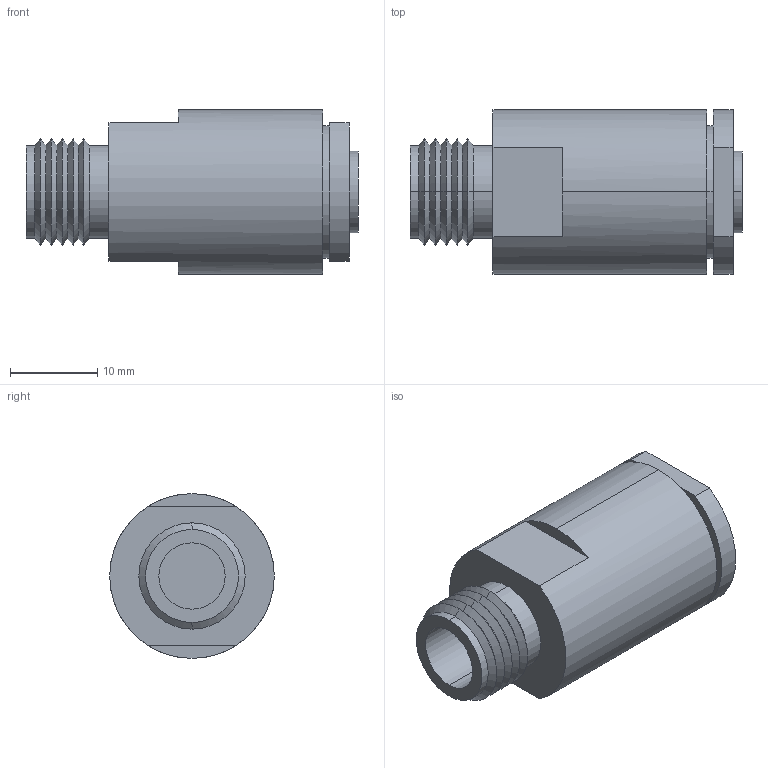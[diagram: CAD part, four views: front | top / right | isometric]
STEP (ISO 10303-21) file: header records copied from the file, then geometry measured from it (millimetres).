
FILE_DESCRIPTION (( 'STEP AP203' ), '1' );
FILE_NAME ('FMCN1902_3D.STEP', '2022-06-07T15:05:44', ( '' ), ( '' ), 'SwSTEP 2.0', 'SolidWorks 2021', '' );
FILE_SCHEMA (( 'CONFIG_CONTROL_DESIGN' ));
Length unit declared in the file: inch
Products named in the file (1): FMCN1902_3D
Bounding box: 38.1 x 18.9 x 18.9 mm (x, y, z)
Volume: 7944.7 mm3; surface area: 3110.5 mm2
Topology: 1 solids, 1 shells, 50 faces, 104 edges, 62 vertices
Faces by surface type: cone 20, cylinder 16, plane 14
Entity records: 1405 total; most frequent: DIRECTION 260, CARTESIAN_POINT 217, ORIENTED_EDGE 208, AXIS2_PLACEMENT_3D 105, EDGE_CURVE 104, VERTEX_POINT 62, EDGE_LOOP 56, CIRCLE 54
